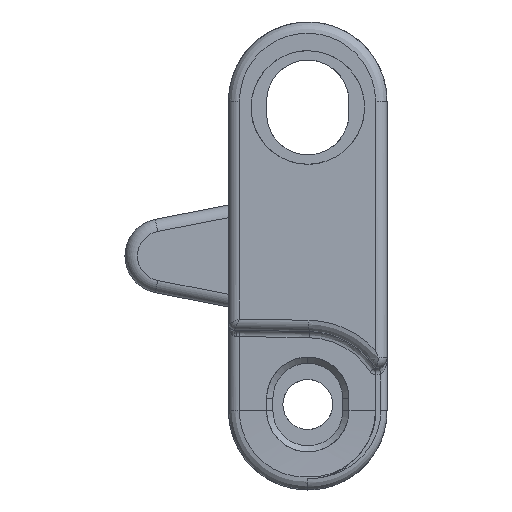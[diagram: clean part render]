
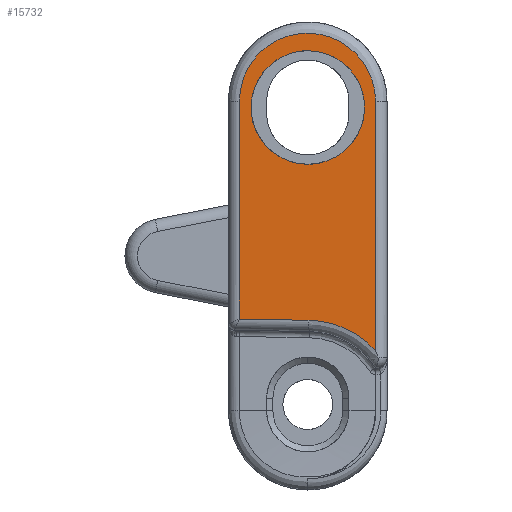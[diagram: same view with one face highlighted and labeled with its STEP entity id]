
A CAD part, left-side view. The second image highlights one B-rep face of the part: STEP entity #15732.
In plain terms, the highlighted planar face has unit normal (-0.999, 0.035, 0).
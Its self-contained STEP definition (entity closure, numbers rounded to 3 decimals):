
#269 = EDGE_CURVE ( 'NONE', #25513, #28118, #25314, .T. ) ;
#442 = CARTESIAN_POINT ( 'NONE',  ( -56.928, -6.35, 16.45 ) ) ;
#1145 =( BOUNDED_CURVE ( )  B_SPLINE_CURVE ( 3, ( #31061, #14627, #3087, #9732 ),
 .UNSPECIFIED., .F., .F. ) 
 B_SPLINE_CURVE_WITH_KNOTS ( ( 4, 4 ),
 ( 3.877, 4.695 ),
 .UNSPECIFIED. ) 
 CURVE ( )  GEOMETRIC_REPRESENTATION_ITEM ( )  RATIONAL_B_SPLINE_CURVE ( ( 1., 0.945, 0.945, 1. ) ) 
 REPRESENTATION_ITEM ( '' )  );
#1570 = VERTEX_POINT ( 'NONE', #24809 ) ;
#1725 = CARTESIAN_POINT ( 'NONE',  ( -56.61, 2.75, 7.35 ) ) ;
#1967 = VECTOR ( 'NONE', #31365, 1000. ) ;
#2292 = PLANE ( 'NONE',  #16572 ) ;
#2661 = CARTESIAN_POINT ( 'NONE',  ( -57.15, -12.7, 21. ) ) ;
#3087 = CARTESIAN_POINT ( 'NONE',  ( -57.004, -8.508, -5.187 ) ) ;
#5523 = CARTESIAN_POINT ( 'NONE',  ( -57.246, -15.45, 16.45 ) ) ;
#5894 = ORIENTED_EDGE ( 'NONE', *, *, #269, .F. ) ;
#6518 = DIRECTION ( 'NONE',  ( 0.035, 0.999, 0.017 ) ) ;
#8849 =( BOUNDED_CURVE ( )  B_SPLINE_CURVE ( 3, ( #27546, #13816, #25014, #22312 ),
 .UNSPECIFIED., .F., .F. ) 
 B_SPLINE_CURVE_WITH_KNOTS ( ( 4, 4 ),
 ( 0., 3.142 ),
 .UNSPECIFIED. ) 
 CURVE ( )  GEOMETRIC_REPRESENTATION_ITEM ( )  RATIONAL_B_SPLINE_CURVE ( ( 1., 0.333, 0.333, 1. ) ) 
 REPRESENTATION_ITEM ( '' )  );
#9152 = VERTEX_POINT ( 'NONE', #34159 ) ;
#9732 = CARTESIAN_POINT ( 'NONE',  ( -56.932, -6.447, -5.151 ) ) ;
#10726 = EDGE_LOOP ( 'NONE', ( #17752, #5894, #16563, #20387, #13841 ) ) ;
#10798 = CARTESIAN_POINT ( 'NONE',  ( -56.932, -6.447, -5.151 ) ) ;
#10923 = CARTESIAN_POINT ( 'NONE',  ( -56.928, -6.35, 16.45 ) ) ;
#12144 = CARTESIAN_POINT ( 'NONE',  ( -56.737, -0.869, -5.054 ) ) ;
#13124 = VECTOR ( 'NONE', #6518, 1000. ) ;
#13680 = DIRECTION ( 'NONE',  ( -0.035, -0.999, 0. ) ) ;
#13816 = CARTESIAN_POINT ( 'NONE',  ( -56.737, -0.869, 23.3 ) ) ;
#13841 = ORIENTED_EDGE ( 'NONE', *, *, #26193, .F. ) ;
#14627 = CARTESIAN_POINT ( 'NONE',  ( -57.069, -10.385, -6.04 ) ) ;
#15732 = ADVANCED_FACE ( 'NONE', ( #16565, #30286 ), #2292, .T. ) ;
#16563 = ORIENTED_EDGE ( 'NONE', *, *, #18888, .F. ) ;
#16565 = FACE_OUTER_BOUND ( 'NONE', #10726, .T. ) ;
#16572 = AXIS2_PLACEMENT_3D ( 'NONE', #2661, #24520, #13680 ) ;
#16704 = CARTESIAN_POINT ( 'NONE',  ( -57.246, -15.45, 7.35 ) ) ;
#17752 = ORIENTED_EDGE ( 'NONE', *, *, #30134, .T. ) ;
#18271 = EDGE_CURVE ( 'NONE', #1570, #35636, #23604, .T. ) ;
#18888 = EDGE_CURVE ( 'NONE', #35636, #25513, #1145, .T. ) ;
#18982 =( BOUNDED_CURVE ( )  B_SPLINE_CURVE ( 3, ( #10923, #5523, #16704, #24842 ),
 .UNSPECIFIED., .F., .F. ) 
 B_SPLINE_CURVE_WITH_KNOTS ( ( 4, 4 ),
 ( 1.571, 4.712 ),
 .UNSPECIFIED. ) 
 CURVE ( )  GEOMETRIC_REPRESENTATION_ITEM ( )  RATIONAL_B_SPLINE_CURVE ( ( 1., 0.333, 0.333, 1. ) ) 
 REPRESENTATION_ITEM ( '' )  );
#19221 = ORIENTED_EDGE ( 'NONE', *, *, #24894, .T. ) ;
#19670 = ORIENTED_EDGE ( 'NONE', *, *, #23841, .T. ) ;
#20141 =( BOUNDED_CURVE ( )  B_SPLINE_CURVE ( 3, ( #26127, #1725, #29184, #21056 ),
 .UNSPECIFIED., .F., .F. ) 
 B_SPLINE_CURVE_WITH_KNOTS ( ( 4, 4 ),
 ( 4.712, 7.854 ),
 .UNSPECIFIED. ) 
 CURVE ( )  GEOMETRIC_REPRESENTATION_ITEM ( )  RATIONAL_B_SPLINE_CURVE ( ( 1., 0.333, 0.333, 1. ) ) 
 REPRESENTATION_ITEM ( '' )  );
#20387 = ORIENTED_EDGE ( 'NONE', *, *, #18271, .F. ) ;
#20402 = CARTESIAN_POINT ( 'NONE',  ( -56.737, -0.869, 18.8 ) ) ;
#21056 = CARTESIAN_POINT ( 'NONE',  ( -56.928, -6.35, 16.45 ) ) ;
#22312 = CARTESIAN_POINT ( 'NONE',  ( -57.117, -11.769, 12.4 ) ) ;
#22757 = CARTESIAN_POINT ( 'NONE',  ( -56.928, -6.35, 7.35 ) ) ;
#22781 = CARTESIAN_POINT ( 'NONE',  ( -57.134, -12.242, -5.252 ) ) ;
#23489 = EDGE_LOOP ( 'NONE', ( #19221, #19670 ) ) ;
#23604 = LINE ( 'NONE', #29020, #1967 ) ;
#23841 = EDGE_CURVE ( 'NONE', #28790, #24700, #18982, .T. ) ;
#24520 = DIRECTION ( 'NONE',  ( -0.999, 0.035, 0. ) ) ;
#24700 = VERTEX_POINT ( 'NONE', #22757 ) ;
#24809 = CARTESIAN_POINT ( 'NONE',  ( -57.117, -11.769, 12.4 ) ) ;
#24842 = CARTESIAN_POINT ( 'NONE',  ( -56.928, -6.35, 7.35 ) ) ;
#24894 = EDGE_CURVE ( 'NONE', #24700, #28790, #20141, .T. ) ;
#25014 = CARTESIAN_POINT ( 'NONE',  ( -57.117, -11.769, 23.3 ) ) ;
#25300 = LINE ( 'NONE', #20402, #29502 ) ;
#25314 = LINE ( 'NONE', #22781, #13124 ) ;
#25513 = VERTEX_POINT ( 'NONE', #10798 ) ;
#26127 = CARTESIAN_POINT ( 'NONE',  ( -56.928, -6.35, 7.35 ) ) ;
#26193 = EDGE_CURVE ( 'NONE', #9152, #1570, #8849, .T. ) ;
#27546 = CARTESIAN_POINT ( 'NONE',  ( -56.737, -0.869, 12.4 ) ) ;
#28118 = VERTEX_POINT ( 'NONE', #12144 ) ;
#28790 = VERTEX_POINT ( 'NONE', #442 ) ;
#29020 = CARTESIAN_POINT ( 'NONE',  ( -57.117, -11.769, 18.8 ) ) ;
#29184 = CARTESIAN_POINT ( 'NONE',  ( -56.61, 2.75, 16.45 ) ) ;
#29502 = VECTOR ( 'NONE', #31240, 1000. ) ;
#30134 = EDGE_CURVE ( 'NONE', #9152, #28118, #25300, .T. ) ;
#30286 = FACE_BOUND ( 'NONE', #23489, .T. ) ;
#31061 = CARTESIAN_POINT ( 'NONE',  ( -57.117, -11.769, -7.568 ) ) ;
#31240 = DIRECTION ( 'NONE',  ( 0., 0., -1. ) ) ;
#31365 = DIRECTION ( 'NONE',  ( 0., 0., -1. ) ) ;
#34159 = CARTESIAN_POINT ( 'NONE',  ( -56.737, -0.869, 12.4 ) ) ;
#34489 = CARTESIAN_POINT ( 'NONE',  ( -57.117, -11.769, -7.568 ) ) ;
#35636 = VERTEX_POINT ( 'NONE', #34489 ) ;
